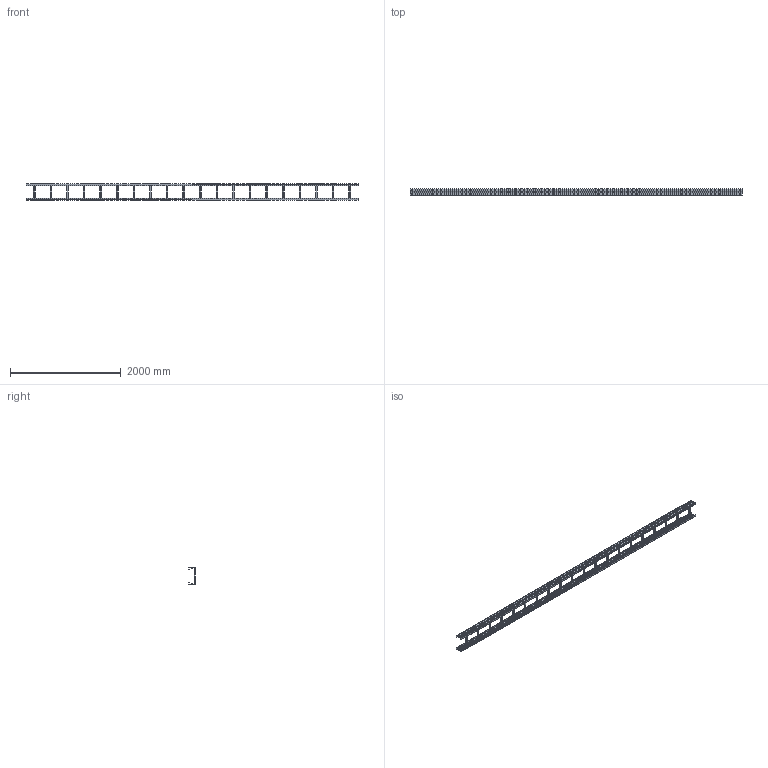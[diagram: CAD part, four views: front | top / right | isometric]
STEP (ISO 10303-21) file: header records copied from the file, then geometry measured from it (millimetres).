
FILE_DESCRIPTION((''),'2;1');
FILE_NAME('430236_ASM','2018-11-26T14:55:24',('tomasz.grudniewski'),(''),'CREO PARAMETRIC BY PTC INC, 2018260','CREO PARAMETRIC BY PTC INC, 2018260','');
FILE_SCHEMA(('CONFIG_CONTROL_DESIGN'));
Length unit declared in the file: millimetre
Products named in the file (3): KSP_DSP_H120_6000_PRT; SZCZEBEL_300_1_4_PRT; 430236_ASM
Assembly tree (22 placements, depth 2):
  430236_ASM
    KSP_DSP_H120_6000_PRT  x2
    SZCZEBEL_300_1_4_PRT  x20
Bounding box: 6000 x 120 x 300 mm (x, y, z)
Volume: 4259732.6 mm3; surface area: 5836164.8 mm2
Topology: 22 solids, 22 shells, 4404 faces, 12328 edges, 7968 vertices
Faces by surface type: plane 2936, cylinder 1468
Entity records: 63192 total; most frequent: CARTESIAN_POINT 10989, ORIENTED_EDGE 10960, DIRECTION 10574, EDGE_CURVE 5480, VECTOR 4156, LINE 4156, VERTEX_POINT 3624, AXIS2_PLACEMENT_3D 3209
